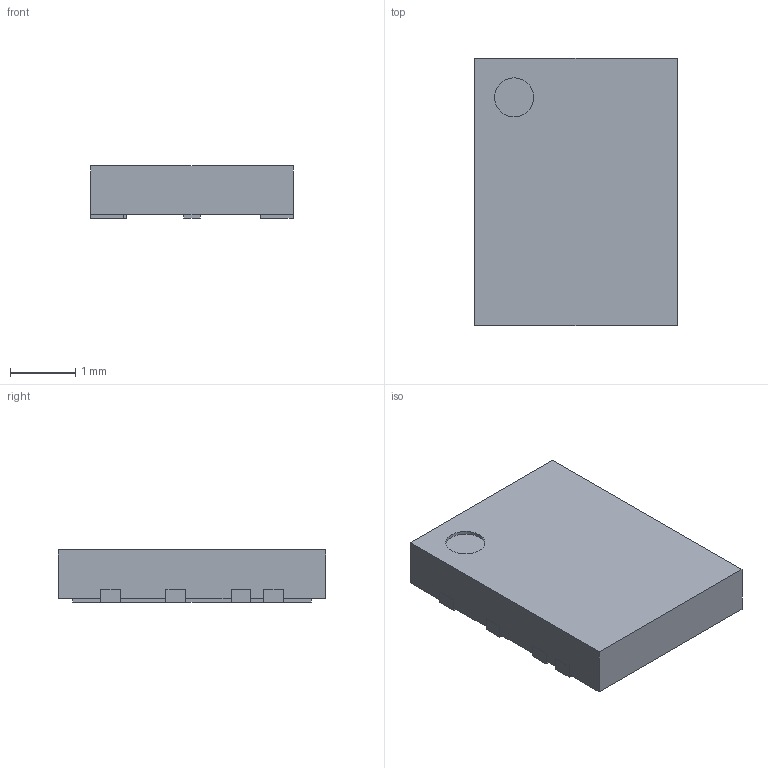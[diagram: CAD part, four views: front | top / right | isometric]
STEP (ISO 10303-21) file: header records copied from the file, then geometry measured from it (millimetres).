
FILE_DESCRIPTION(/* description */ (''),/* implementation_level */ '2;1');
FILE_NAME(/* name */ 'LINEAR_DE12(10).stp',/* time_stamp */ '2017-09-27T10:42:31+02:00',/* author */ ('riccim'),/* organization */ ('SolidWorks'),/* preprocessor_version */ 'ST-DEVELOPER v16.5',/* originating_system */ 'AutoCAD Mechanical',/* authorisation */ ' ');
FILE_SCHEMA (('AUTOMOTIVE_DESIGN { 1 0 10303 214 3 1 1 }'));
Length unit declared in the file: millimetre
Products named in the file (1): Product
Bounding box: 3.1 x 4.1 x 0.8 mm (x, y, z)
Volume: 9.6 mm3; surface area: 47.1 mm2
Topology: 12 solids, 12 shells, 119 faces, 279 edges, 186 vertices
Faces by surface type: plane 118, cylinder 1
Full cylindrical faces by diameter (mm): 0.6 x1
Entity records: 3358 total; most frequent: CARTESIAN_POINT 584, ORIENTED_EDGE 556, DIRECTION 520, EDGE_CURVE 278, LINE 276, VECTOR 276, VERTEX_POINT 186, EDGE_LOOP 122
